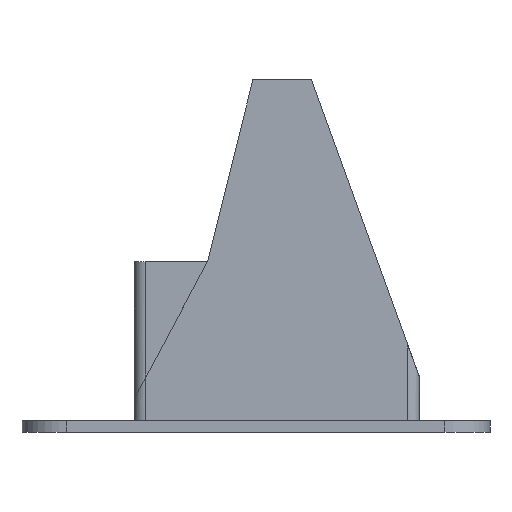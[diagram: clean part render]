
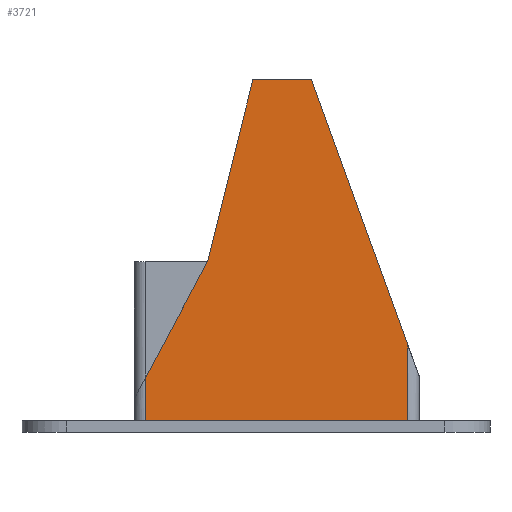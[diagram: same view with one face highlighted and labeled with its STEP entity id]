
A CAD part, left-side view. The second image highlights one B-rep face of the part: STEP entity #3721.
In plain terms, the highlighted planar face has unit normal (-1, 0, 0).
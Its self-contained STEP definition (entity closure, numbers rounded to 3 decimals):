
#326 = PLANE('',#327);
#327 = AXIS2_PLACEMENT_3D('',#328,#329,#330);
#328 = CARTESIAN_POINT('',(2.2,0.,0.));
#329 = DIRECTION('',(0.,0.,1.));
#330 = DIRECTION('',(1.,0.,0.));
#987 = PLANE('',#988);
#988 = AXIS2_PLACEMENT_3D('',#989,#990,#991);
#989 = CARTESIAN_POINT('',(-12.8,-2.861,30.311));
#990 = DIRECTION('',(0.,0.,1.));
#991 = DIRECTION('',(0.,1.,0.));
#1015 = PLANE('',#1016);
#1016 = AXIS2_PLACEMENT_3D('',#1017,#1018,#1019);
#1017 = CARTESIAN_POINT('',(-12.8,-9.702,17.156));
#1018 = DIRECTION('',(0.,-0.94,0.342)
  );
#1019 = DIRECTION('',(0.,-0.342,-0.94));
#1725 = VERTEX_POINT('',#1726);
#1726 = CARTESIAN_POINT('',(-25.6,-13.491,0.));
#1741 = CYLINDRICAL_SURFACE('',#1742,1.);
#1742 = AXIS2_PLACEMENT_3D('',#1743,#1744,#1745);
#1743 = CARTESIAN_POINT('',(-24.6,-13.491,0.));
#1744 = DIRECTION('',(0.,0.,1.));
#1745 = DIRECTION('',(-1.,0.,0.));
#1753 = EDGE_CURVE('',#1754,#1725,#1756,.T.);
#1754 = VERTEX_POINT('',#1755);
#1755 = CARTESIAN_POINT('',(-25.6,9.8,0.));
#1756 = SURFACE_CURVE('',#1757,(#1761,#1768),.PCURVE_S1.);
#1757 = LINE('',#1758,#1759);
#1758 = CARTESIAN_POINT('',(-25.6,10.8,0.));
#1759 = VECTOR('',#1760,1.);
#1760 = DIRECTION('',(0.,-1.,0.));
#1761 = PCURVE('',#326,#1762);
#1762 = DEFINITIONAL_REPRESENTATION('',(#1763),#1767);
#1763 = LINE('',#1764,#1765);
#1764 = CARTESIAN_POINT('',(-27.8,10.8));
#1765 = VECTOR('',#1766,1.);
#1766 = DIRECTION('',(0.,-1.));
#1767 = ( GEOMETRIC_REPRESENTATION_CONTEXT(2) 
PARAMETRIC_REPRESENTATION_CONTEXT() REPRESENTATION_CONTEXT('2D SPACE',''
  ) );
#1768 = PCURVE('',#1769,#1774);
#1769 = PLANE('',#1770);
#1770 = AXIS2_PLACEMENT_3D('',#1771,#1772,#1773);
#1771 = CARTESIAN_POINT('',(-25.6,-2.365,11.898));
#1772 = DIRECTION('',(1.,0.,0.));
#1773 = DIRECTION('',(0.,1.,0.));
#1774 = DEFINITIONAL_REPRESENTATION('',(#1775),#1779);
#1775 = LINE('',#1776,#1777);
#1776 = CARTESIAN_POINT('',(13.165,-11.898));
#1777 = VECTOR('',#1778,1.);
#1778 = DIRECTION('',(-1.,0.));
#1779 = ( GEOMETRIC_REPRESENTATION_CONTEXT(2) 
PARAMETRIC_REPRESENTATION_CONTEXT() REPRESENTATION_CONTEXT('2D SPACE',''
  ) );
#1798 = CYLINDRICAL_SURFACE('',#1799,1.);
#1799 = AXIS2_PLACEMENT_3D('',#1800,#1801,#1802);
#1800 = CARTESIAN_POINT('',(-24.6,9.8,2.));
#1801 = DIRECTION('',(0.,0.,-1.));
#1802 = DIRECTION('',(0.,1.,0.));
#2920 = VERTEX_POINT('',#2921);
#2921 = CARTESIAN_POINT('',(-25.6,0.278,30.311));
#2935 = PLANE('',#2936);
#2936 = AXIS2_PLACEMENT_3D('',#2937,#2938,#2939);
#2937 = CARTESIAN_POINT('',(-23.3,0.278,30.311));
#2938 = DIRECTION('',(0.,-0.97,
    -0.242));
#2939 = DIRECTION('',(0.,0.242,-0.97)
  );
#2947 = EDGE_CURVE('',#2948,#2920,#2950,.T.);
#2948 = VERTEX_POINT('',#2949);
#2949 = CARTESIAN_POINT('',(-25.6,-4.914,30.311));
#2950 = SURFACE_CURVE('',#2951,(#2955,#2962),.PCURVE_S1.);
#2951 = LINE('',#2952,#2953);
#2952 = CARTESIAN_POINT('',(-25.6,-4.914,30.311));
#2953 = VECTOR('',#2954,1.);
#2954 = DIRECTION('',(0.,1.,0.));
#2955 = PCURVE('',#987,#2956);
#2956 = DEFINITIONAL_REPRESENTATION('',(#2957),#2961);
#2957 = LINE('',#2958,#2959);
#2958 = CARTESIAN_POINT('',(-2.053,12.8));
#2959 = VECTOR('',#2960,1.);
#2960 = DIRECTION('',(1.,0.));
#2961 = ( GEOMETRIC_REPRESENTATION_CONTEXT(2) 
PARAMETRIC_REPRESENTATION_CONTEXT() REPRESENTATION_CONTEXT('2D SPACE',''
  ) );
#2962 = PCURVE('',#1769,#2963);
#2963 = DEFINITIONAL_REPRESENTATION('',(#2964),#2968);
#2964 = LINE('',#2965,#2966);
#2965 = CARTESIAN_POINT('',(-2.549,18.414));
#2966 = VECTOR('',#2967,1.);
#2967 = DIRECTION('',(1.,0.));
#2968 = ( GEOMETRIC_REPRESENTATION_CONTEXT(2) 
PARAMETRIC_REPRESENTATION_CONTEXT() REPRESENTATION_CONTEXT('2D SPACE',''
  ) );
#2996 = EDGE_CURVE('',#2997,#2948,#2999,.T.);
#2997 = VERTEX_POINT('',#2998);
#2998 = CARTESIAN_POINT('',(-25.6,-13.491,6.747));
#2999 = SURFACE_CURVE('',#3000,(#3004,#3011),.PCURVE_S1.);
#3000 = LINE('',#3001,#3002);
#3001 = CARTESIAN_POINT('',(-25.6,-14.491,4.));
#3002 = VECTOR('',#3003,1.);
#3003 = DIRECTION('',(0.,0.342,0.94)
  );
#3004 = PCURVE('',#1015,#3005);
#3005 = DEFINITIONAL_REPRESENTATION('',(#3006),#3010);
#3006 = LINE('',#3007,#3008);
#3007 = CARTESIAN_POINT('',(14.,-12.8));
#3008 = VECTOR('',#3009,1.);
#3009 = DIRECTION('',(-1.,0.));
#3010 = ( GEOMETRIC_REPRESENTATION_CONTEXT(2) 
PARAMETRIC_REPRESENTATION_CONTEXT() REPRESENTATION_CONTEXT('2D SPACE',''
  ) );
#3011 = PCURVE('',#1769,#3012);
#3012 = DEFINITIONAL_REPRESENTATION('',(#3013),#3017);
#3013 = LINE('',#3014,#3015);
#3014 = CARTESIAN_POINT('',(-12.125,-7.898));
#3015 = VECTOR('',#3016,1.);
#3016 = DIRECTION('',(0.342,0.94));
#3017 = ( GEOMETRIC_REPRESENTATION_CONTEXT(2) 
PARAMETRIC_REPRESENTATION_CONTEXT() REPRESENTATION_CONTEXT('2D SPACE',''
  ) );
#3525 = PLANE('',#3526);
#3526 = AXIS2_PLACEMENT_3D('',#3527,#3528,#3529);
#3527 = CARTESIAN_POINT('',(-23.3,4.31,14.14));
#3528 = DIRECTION('',(0.,-0.882,
    -0.471));
#3529 = DIRECTION('',(0.,0.471,-0.882)
  );
#3642 = VERTEX_POINT('',#3643);
#3643 = CARTESIAN_POINT('',(-25.6,9.8,3.871));
#3672 = EDGE_CURVE('',#3642,#1754,#3673,.T.);
#3673 = SURFACE_CURVE('',#3674,(#3678,#3685),.PCURVE_S1.);
#3674 = LINE('',#3675,#3676);
#3675 = CARTESIAN_POINT('',(-25.6,9.8,2.));
#3676 = VECTOR('',#3677,1.);
#3677 = DIRECTION('',(0.,0.,-1.));
#3678 = PCURVE('',#1798,#3679);
#3679 = DEFINITIONAL_REPRESENTATION('',(#3680),#3684);
#3680 = LINE('',#3681,#3682);
#3681 = CARTESIAN_POINT('',(-1.571,0.));
#3682 = VECTOR('',#3683,1.);
#3683 = DIRECTION('',(-0.,1.));
#3684 = ( GEOMETRIC_REPRESENTATION_CONTEXT(2) 
PARAMETRIC_REPRESENTATION_CONTEXT() REPRESENTATION_CONTEXT('2D SPACE',''
  ) );
#3685 = PCURVE('',#1769,#3686);
#3686 = DEFINITIONAL_REPRESENTATION('',(#3687),#3691);
#3687 = LINE('',#3688,#3689);
#3688 = CARTESIAN_POINT('',(12.165,-9.898));
#3689 = VECTOR('',#3690,1.);
#3690 = DIRECTION('',(0.,-1.));
#3691 = ( GEOMETRIC_REPRESENTATION_CONTEXT(2) 
PARAMETRIC_REPRESENTATION_CONTEXT() REPRESENTATION_CONTEXT('2D SPACE',''
  ) );
#3721 = ADVANCED_FACE('',(#3722),#1769,.F.);
#3722 = FACE_BOUND('',#3723,.F.);
#3723 = EDGE_LOOP('',(#3724,#3725,#3726,#3749,#3770,#3771,#3772));
#3724 = ORIENTED_EDGE('',*,*,#1753,.F.);
#3725 = ORIENTED_EDGE('',*,*,#3672,.F.);
#3726 = ORIENTED_EDGE('',*,*,#3727,.F.);
#3727 = EDGE_CURVE('',#3728,#3642,#3730,.T.);
#3728 = VERTEX_POINT('',#3729);
#3729 = CARTESIAN_POINT('',(-25.6,4.31,14.14));
#3730 = SURFACE_CURVE('',#3731,(#3735,#3742),.PCURVE_S1.);
#3731 = LINE('',#3732,#3733);
#3732 = CARTESIAN_POINT('',(-25.6,4.31,14.14));
#3733 = VECTOR('',#3734,1.);
#3734 = DIRECTION('',(0.,0.471,-0.882)
  );
#3735 = PCURVE('',#1769,#3736);
#3736 = DEFINITIONAL_REPRESENTATION('',(#3737),#3741);
#3737 = LINE('',#3738,#3739);
#3738 = CARTESIAN_POINT('',(6.676,2.243));
#3739 = VECTOR('',#3740,1.);
#3740 = DIRECTION('',(0.471,-0.882));
#3741 = ( GEOMETRIC_REPRESENTATION_CONTEXT(2) 
PARAMETRIC_REPRESENTATION_CONTEXT() REPRESENTATION_CONTEXT('2D SPACE',''
  ) );
#3742 = PCURVE('',#3525,#3743);
#3743 = DEFINITIONAL_REPRESENTATION('',(#3744),#3748);
#3744 = LINE('',#3745,#3746);
#3745 = CARTESIAN_POINT('',(0.,-2.3));
#3746 = VECTOR('',#3747,1.);
#3747 = DIRECTION('',(1.,0.));
#3748 = ( GEOMETRIC_REPRESENTATION_CONTEXT(2) 
PARAMETRIC_REPRESENTATION_CONTEXT() REPRESENTATION_CONTEXT('2D SPACE',''
  ) );
#3749 = ORIENTED_EDGE('',*,*,#3750,.F.);
#3750 = EDGE_CURVE('',#2920,#3728,#3751,.T.);
#3751 = SURFACE_CURVE('',#3752,(#3756,#3763),.PCURVE_S1.);
#3752 = LINE('',#3753,#3754);
#3753 = CARTESIAN_POINT('',(-25.6,0.278,30.311));
#3754 = VECTOR('',#3755,1.);
#3755 = DIRECTION('',(0.,0.242,-0.97)
  );
#3756 = PCURVE('',#1769,#3757);
#3757 = DEFINITIONAL_REPRESENTATION('',(#3758),#3762);
#3758 = LINE('',#3759,#3760);
#3759 = CARTESIAN_POINT('',(2.644,18.414));
#3760 = VECTOR('',#3761,1.);
#3761 = DIRECTION('',(0.242,-0.97));
#3762 = ( GEOMETRIC_REPRESENTATION_CONTEXT(2) 
PARAMETRIC_REPRESENTATION_CONTEXT() REPRESENTATION_CONTEXT('2D SPACE',''
  ) );
#3763 = PCURVE('',#2935,#3764);
#3764 = DEFINITIONAL_REPRESENTATION('',(#3765),#3769);
#3765 = LINE('',#3766,#3767);
#3766 = CARTESIAN_POINT('',(0.,-2.3));
#3767 = VECTOR('',#3768,1.);
#3768 = DIRECTION('',(1.,0.));
#3769 = ( GEOMETRIC_REPRESENTATION_CONTEXT(2) 
PARAMETRIC_REPRESENTATION_CONTEXT() REPRESENTATION_CONTEXT('2D SPACE',''
  ) );
#3770 = ORIENTED_EDGE('',*,*,#2947,.F.);
#3771 = ORIENTED_EDGE('',*,*,#2996,.F.);
#3772 = ORIENTED_EDGE('',*,*,#3773,.F.);
#3773 = EDGE_CURVE('',#1725,#2997,#3774,.T.);
#3774 = SURFACE_CURVE('',#3775,(#3779,#3786),.PCURVE_S1.);
#3775 = LINE('',#3776,#3777);
#3776 = CARTESIAN_POINT('',(-25.6,-13.491,0.));
#3777 = VECTOR('',#3778,1.);
#3778 = DIRECTION('',(0.,0.,1.));
#3779 = PCURVE('',#1769,#3780);
#3780 = DEFINITIONAL_REPRESENTATION('',(#3781),#3785);
#3781 = LINE('',#3782,#3783);
#3782 = CARTESIAN_POINT('',(-11.125,-11.898));
#3783 = VECTOR('',#3784,1.);
#3784 = DIRECTION('',(0.,1.));
#3785 = ( GEOMETRIC_REPRESENTATION_CONTEXT(2) 
PARAMETRIC_REPRESENTATION_CONTEXT() REPRESENTATION_CONTEXT('2D SPACE',''
  ) );
#3786 = PCURVE('',#1741,#3787);
#3787 = DEFINITIONAL_REPRESENTATION('',(#3788),#3792);
#3788 = LINE('',#3789,#3790);
#3789 = CARTESIAN_POINT('',(0.,0.));
#3790 = VECTOR('',#3791,1.);
#3791 = DIRECTION('',(0.,1.));
#3792 = ( GEOMETRIC_REPRESENTATION_CONTEXT(2) 
PARAMETRIC_REPRESENTATION_CONTEXT() REPRESENTATION_CONTEXT('2D SPACE',''
  ) );
